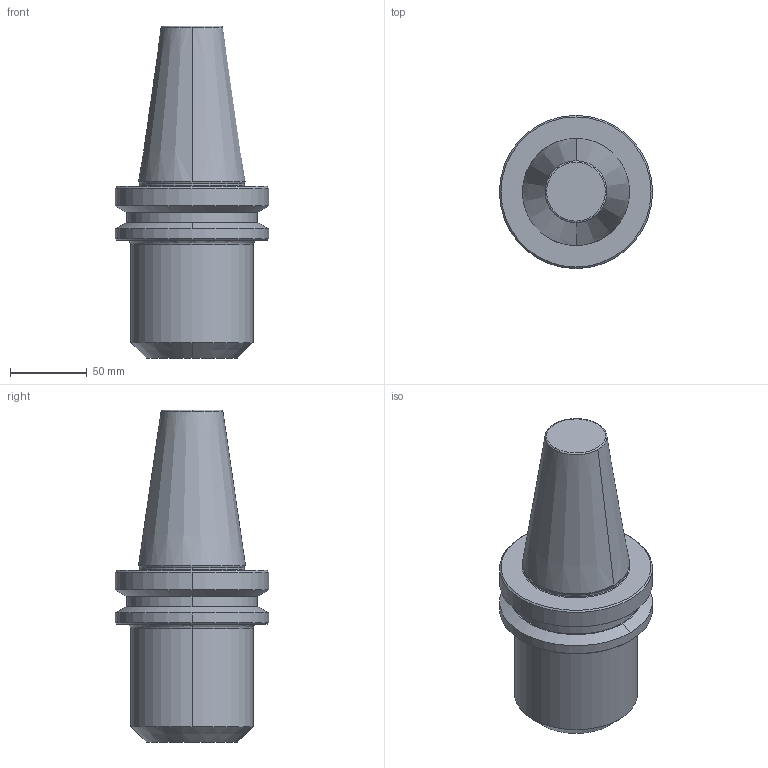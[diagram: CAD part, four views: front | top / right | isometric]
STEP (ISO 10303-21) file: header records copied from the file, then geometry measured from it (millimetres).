
FILE_DESCRIPTION (( 'STEP AP203' ), '1' );
FILE_NAME ('BT50 WE40 115 AD-6.3G15000 SL.STEP', '2019-05-22T11:47:10', ( '' ), ( '' ), 'SwSTEP 2.0', 'SolidWorks 2014', '' );
FILE_SCHEMA (( 'CONFIG_CONTROL_DESIGN' ));
Length unit declared in the file: millimetre
Products named in the file (1): BT50 WE40 115 AD-6.3G15000 SL
Bounding box: 100 x 100 x 216.8 mm (x, y, z)
Volume: 886079.4 mm3; surface area: 61795.1 mm2
Topology: 1 solids, 1 shells, 36 faces, 80 edges, 50 vertices
Faces by surface type: cone 14, cylinder 10, bspline 6, plane 6
Entity records: 1379 total; most frequent: CARTESIAN_POINT 495, DIRECTION 186, ORIENTED_EDGE 160, AXIS2_PLACEMENT_3D 81, EDGE_CURVE 80, CIRCLE 50, VERTEX_POINT 50, EDGE_LOOP 40
